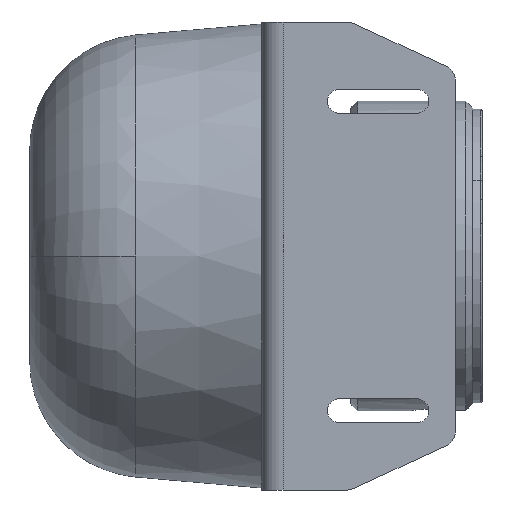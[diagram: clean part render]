
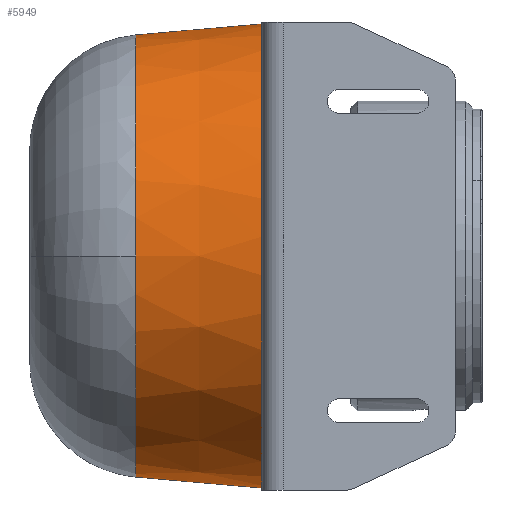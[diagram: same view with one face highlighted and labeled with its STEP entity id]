
A CAD part, left-side view. The second image highlights one B-rep face of the part: STEP entity #5949.
In plain terms, the highlighted conical face has half-angle 5 degrees and reference radius 60 mm.
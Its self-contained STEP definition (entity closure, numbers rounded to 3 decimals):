
#2 = B_SPLINE_CURVE_WITH_KNOTS ( 'NONE', 3,
 ( #8840, #8835, #8836, #8837 ),
 .UNSPECIFIED., .F., .F.,
 ( 4, 4 ),
 ( 0., 0.02 ),
 .UNSPECIFIED. ) ;
#3 = B_SPLINE_CURVE_WITH_KNOTS ( 'NONE', 3,
 ( #8440, #8441, #8442, #8443 ),
 .UNSPECIFIED., .F., .F.,
 ( 4, 4 ),
 ( 0., 0.013 ),
 .UNSPECIFIED. ) ;
#10 = B_SPLINE_CURVE_WITH_KNOTS ( 'NONE', 3,
 ( #8614, #8615, #8616, #8617 ),
 .UNSPECIFIED., .F., .F.,
 ( 4, 4 ),
 ( 0., 0.013 ),
 .UNSPECIFIED. ) ;
#302 = EDGE_LOOP ( 'NONE', ( #2848, #3027, #2900, #2800, #2982, #3049, #3145 ) ) ;
#592 = B_SPLINE_CURVE_WITH_KNOTS ( 'NONE', 3,
 ( #5035, #5036, #4985, #4983 ),
 .UNSPECIFIED., .F., .F.,
 ( 4, 4 ),
 ( 0., 0.02 ),
 .UNSPECIFIED. ) ;
#2800 = ORIENTED_EDGE ( 'NONE', *, *, #6279, .T. ) ;
#2818 = VERTEX_POINT ( 'NONE', #3989 ) ;
#2831 = VERTEX_POINT ( 'NONE', #4010 ) ;
#2848 = ORIENTED_EDGE ( 'NONE', *, *, #6449, .T. ) ;
#2900 = ORIENTED_EDGE ( 'NONE', *, *, #6700, .T. ) ;
#2906 = VERTEX_POINT ( 'NONE', #4054 ) ;
#2971 = VERTEX_POINT ( 'NONE', #3713 ) ;
#2982 = ORIENTED_EDGE ( 'NONE', *, *, #6427, .T. ) ;
#3027 = ORIENTED_EDGE ( 'NONE', *, *, #5882, .T. ) ;
#3046 = VERTEX_POINT ( 'NONE', #3679 ) ;
#3049 = ORIENTED_EDGE ( 'NONE', *, *, #6421, .T. ) ;
#3145 = ORIENTED_EDGE ( 'NONE', *, *, #6286, .T. ) ;
#3203 = VERTEX_POINT ( 'NONE', #3867 ) ;
#3205 = VERTEX_POINT ( 'NONE', #3868 ) ;
#3679 = CARTESIAN_POINT ( 'NONE',  ( -57.147, 32.615, 0. ) ) ;
#3713 = CARTESIAN_POINT ( 'NONE',  ( 0.413, 20.126, 58.238 ) ) ;
#3867 = CARTESIAN_POINT ( 'NONE',  ( 0.98, 0., 59.992 ) ) ;
#3868 = CARTESIAN_POINT ( 'NONE',  ( 0.079, 32.615, 57.147 ) ) ;
#3989 = CARTESIAN_POINT ( 'NONE',  ( 0.413, 20.126, -58.238 ) ) ;
#4010 = CARTESIAN_POINT ( 'NONE',  ( 0.98, 0., -59.992 ) ) ;
#4054 = CARTESIAN_POINT ( 'NONE',  ( 0.079, 32.615, -57.147 ) ) ;
#4983 = CARTESIAN_POINT ( 'NONE',  ( 0.98, 0., -59.992 ) ) ;
#4985 = CARTESIAN_POINT ( 'NONE',  ( 0.789, 6.709, -59.408 ) ) ;
#4994 = DIRECTION ( 'NONE',  ( 0., -1., 0. ) ) ;
#4995 = DIRECTION ( 'NONE',  ( 1., 0., 0. ) ) ;
#4996 = CARTESIAN_POINT ( 'NONE',  ( 0., 0., 0. ) ) ;
#5035 = CARTESIAN_POINT ( 'NONE',  ( 0.413, 20.126, -58.238 ) ) ;
#5036 = CARTESIAN_POINT ( 'NONE',  ( 0.599, 13.418, -58.823 ) ) ;
#5882 = EDGE_CURVE ( 'NONE', #2818, #2831, #592, .T. ) ;
#5949 = ADVANCED_FACE ( 'NONE', ( #11035 ), #7369, .T. ) ;
#6279 = EDGE_CURVE ( 'NONE', #3203, #2971, #2, .T. ) ;
#6286 = EDGE_CURVE ( 'NONE', #3046, #2906, #7536, .T. ) ;
#6421 = EDGE_CURVE ( 'NONE', #3205, #3046, #7669, .T. ) ;
#6427 = EDGE_CURVE ( 'NONE', #2971, #3205, #3, .T. ) ;
#6449 = EDGE_CURVE ( 'NONE', #2906, #2818, #10, .T. ) ;
#6700 = EDGE_CURVE ( 'NONE', #2831, #3203, #10441, .T. ) ;
#7360 = AXIS2_PLACEMENT_3D ( 'NONE', #4996, #4994, #4995 ) ;
#7369 = CONICAL_SURFACE ( 'NONE', #7360, 60., 0.087 ) ;
#7535 = AXIS2_PLACEMENT_3D ( 'NONE', #8843, #8859, #8861 ) ;
#7536 = CIRCLE ( 'NONE', #7535, 57.147 ) ;
#7669 = CIRCLE ( 'NONE', #7673, 57.147 ) ;
#7673 = AXIS2_PLACEMENT_3D ( 'NONE', #8423, #8424, #8425 ) ;
#8423 = CARTESIAN_POINT ( 'NONE',  ( 0., 32.615, 0. ) ) ;
#8424 = DIRECTION ( 'NONE',  ( 0., -1., 0. ) ) ;
#8425 = DIRECTION ( 'NONE',  ( -1., 0., 0. ) ) ;
#8440 = CARTESIAN_POINT ( 'NONE',  ( 0.413, 20.126, 58.238 ) ) ;
#8441 = CARTESIAN_POINT ( 'NONE',  ( 0.297, 24.289, 57.874 ) ) ;
#8442 = CARTESIAN_POINT ( 'NONE',  ( 0.186, 28.452, 57.511 ) ) ;
#8443 = CARTESIAN_POINT ( 'NONE',  ( 0.079, 32.615, 57.147 ) ) ;
#8614 = CARTESIAN_POINT ( 'NONE',  ( 0.079, 32.615, -57.147 ) ) ;
#8615 = CARTESIAN_POINT ( 'NONE',  ( 0.186, 28.452, -57.511 ) ) ;
#8616 = CARTESIAN_POINT ( 'NONE',  ( 0.297, 24.289, -57.874 ) ) ;
#8617 = CARTESIAN_POINT ( 'NONE',  ( 0.413, 20.126, -58.238 ) ) ;
#8835 = CARTESIAN_POINT ( 'NONE',  ( 0.789, 6.709, 59.408 ) ) ;
#8836 = CARTESIAN_POINT ( 'NONE',  ( 0.599, 13.418, 58.823 ) ) ;
#8837 = CARTESIAN_POINT ( 'NONE',  ( 0.413, 20.126, 58.238 ) ) ;
#8840 = CARTESIAN_POINT ( 'NONE',  ( 0.98, 0., 59.992 ) ) ;
#8843 = CARTESIAN_POINT ( 'NONE',  ( 0., 32.615, 0. ) ) ;
#8859 = DIRECTION ( 'NONE',  ( 0., -1., 0. ) ) ;
#8861 = DIRECTION ( 'NONE',  ( -1., 0., 0. ) ) ;
#10433 = AXIS2_PLACEMENT_3D ( 'NONE', #10814, #10825, #10827 ) ;
#10441 = CIRCLE ( 'NONE', #10433, 60. ) ;
#10814 = CARTESIAN_POINT ( 'NONE',  ( 0., 0., 0. ) ) ;
#10825 = DIRECTION ( 'NONE',  ( 0., 1., 0. ) ) ;
#10827 = DIRECTION ( 'NONE',  ( 1., 0., 0. ) ) ;
#11035 = FACE_OUTER_BOUND ( 'NONE', #302, .T. ) ;
